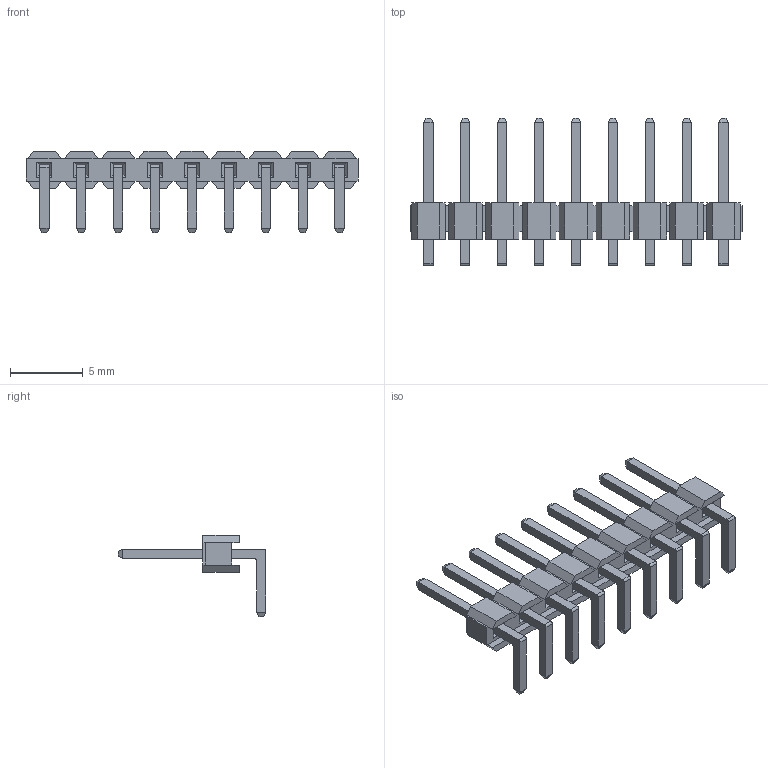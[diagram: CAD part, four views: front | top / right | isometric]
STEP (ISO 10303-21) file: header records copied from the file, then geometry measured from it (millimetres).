
FILE_DESCRIPTION (( 'STEP AP203' ), '1' );
FILE_NAME ('_ _ _C009SBAN-M71RC.STEP', '2017-07-18T11:27:26', ( 'LUANN HERRING' ), ( 'SULLINS' ), 'SwSTEP 2.0', 'SolidWorks 2016', '' );
FILE_SCHEMA (( 'CONFIG_CONTROL_DESIGN' ));
Length unit declared in the file: inch
Products named in the file (2): _ _ _C009SBAN-M71RC
Bounding box: 22.86 x 10.18 x 5.59 mm (x, y, z)
Volume: 156.5 mm3; surface area: 633.1 mm2
Topology: 10 solids, 10 shells, 384 faces, 912 edges, 548 vertices
Faces by surface type: plane 366, cylinder 18
Entity records: 10807 total; most frequent: CARTESIAN_POINT 1846, ORIENTED_EDGE 1824, DIRECTION 1720, EDGE_CURVE 912, VECTOR 876, LINE 876, VERTEX_POINT 548, AXIS2_PLACEMENT_3D 422
